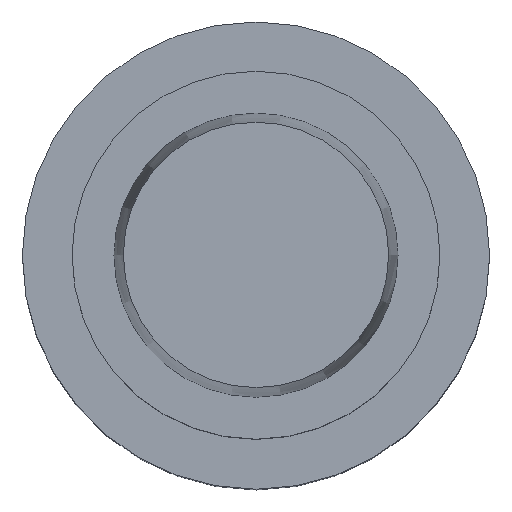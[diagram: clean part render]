
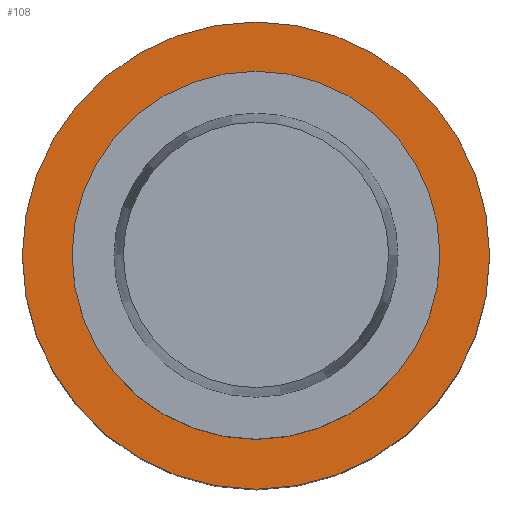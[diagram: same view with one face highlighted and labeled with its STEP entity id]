
A CAD part, top view. The second image highlights one B-rep face of the part: STEP entity #108.
In plain terms, the highlighted planar face has unit normal (0, 0, 1).
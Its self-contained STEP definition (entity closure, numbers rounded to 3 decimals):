
#64=FACE_BOUND('',#159,.T.);
#65=FACE_BOUND('',#160,.T.);
#87=PLANE('',#451);
#108=ADVANCED_FACE('',(#64,#65),#87,.T.);
#159=EDGE_LOOP('',(#255,#256));
#160=EDGE_LOOP('',(#257,#258));
#174=CIRCLE('',#413,27.3);
#178=CIRCLE('',#419,40.);
#183=CIRCLE('',#428,40.);
#195=CIRCLE('',#450,27.3);
#255=ORIENTED_EDGE('',*,*,#329,.T.);
#256=ORIENTED_EDGE('',*,*,#335,.T.);
#257=ORIENTED_EDGE('',*,*,#322,.T.);
#258=ORIENTED_EDGE('',*,*,#349,.T.);
#285=VERTEX_POINT('',#604);
#286=VERTEX_POINT('',#606);
#289=VERTEX_POINT('',#617);
#290=VERTEX_POINT('',#619);
#322=EDGE_CURVE('',#286,#285,#174,.T.);
#329=EDGE_CURVE('',#290,#289,#178,.T.);
#335=EDGE_CURVE('',#289,#290,#183,.T.);
#349=EDGE_CURVE('',#285,#286,#195,.T.);
#413=AXIS2_PLACEMENT_3D('',#605,#485,#486);
#419=AXIS2_PLACEMENT_3D('',#618,#500,#501);
#428=AXIS2_PLACEMENT_3D('',#633,#519,#520);
#450=AXIS2_PLACEMENT_3D('',#669,#565,#566);
#451=AXIS2_PLACEMENT_3D('',#670,#567,#568);
#485=DIRECTION('',(0.,0.,-1.));
#486=DIRECTION('',(-1.,0.,0.));
#500=DIRECTION('',(0.,0.,1.));
#501=DIRECTION('',(1.,0.,0.));
#519=DIRECTION('',(0.,0.,1.));
#520=DIRECTION('',(1.,0.,0.));
#565=DIRECTION('',(0.,0.,-1.));
#566=DIRECTION('',(-1.,0.,0.));
#567=DIRECTION('',(0.,0.,1.));
#568=DIRECTION('',(1.,0.,0.));
#604=CARTESIAN_POINT('',(27.3,0.594,-42.));
#605=CARTESIAN_POINT('',(0.,0.594,-42.));
#606=CARTESIAN_POINT('',(-27.3,0.594,-42.));
#617=CARTESIAN_POINT('',(40.,0.594,-42.));
#618=CARTESIAN_POINT('',(0.,0.594,-42.));
#619=CARTESIAN_POINT('',(-40.,0.594,-42.));
#633=CARTESIAN_POINT('',(0.,0.594,-42.));
#669=CARTESIAN_POINT('',(0.,0.594,-42.));
#670=CARTESIAN_POINT('',(0.,-25.906,-42.));
